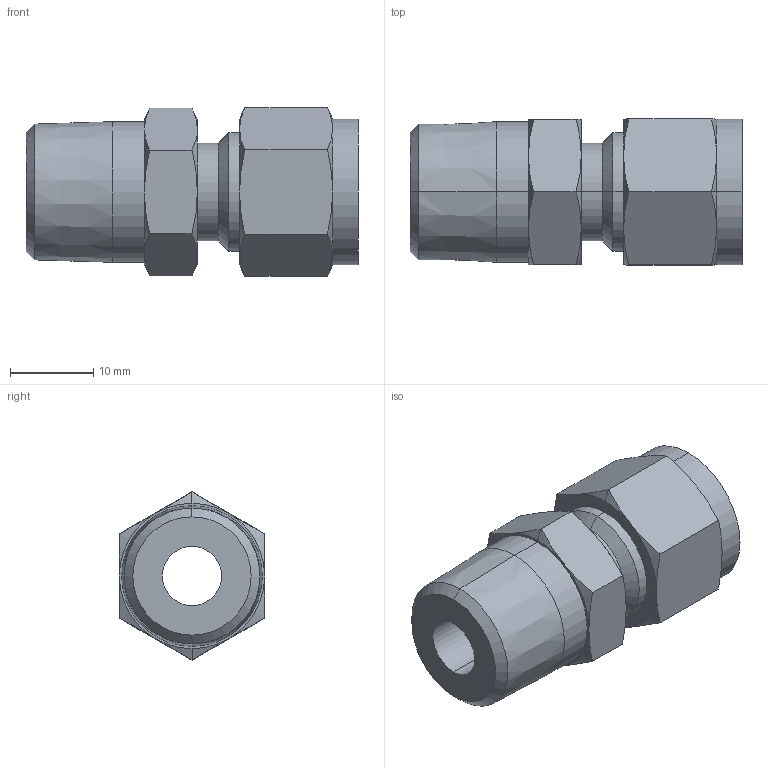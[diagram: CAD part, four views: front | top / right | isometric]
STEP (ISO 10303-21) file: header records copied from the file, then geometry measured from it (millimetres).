
FILE_DESCRIPTION(('starvars output'),'2;1');
FILE_NAME('cv20200221183254000019940.stp','18:32:54 2020/02/21',( 'Thomas Industrial Network Germany GmbH'),( 'Thomas Industrial Network Germany GmbH'),'unknown preprocess','ACIS' ,'unknown authorization');
FILE_SCHEMA(('AUTOMOTIVE_DESIGN_CC2 {UNKNOWN IMPLEMENTATION LEVEL}'));
Length unit declared in the file: millimetre
Products named in the file (1): PRODUCT_ID_1
Bounding box: 39.88 x 17.53 x 20.24 mm (x, y, z)
Volume: 6977 mm3; surface area: 3838.7 mm2
Topology: 1 solids, 1 shells, 68 faces, 144 edges, 82 vertices
Faces by surface type: cone 38, plane 18, cylinder 12
Entity records: 1983 total; most frequent: CARTESIAN_POINT 312, ORIENTED_EDGE 288, EDGE_CURVE 144, DIRECTION 134, VERTEX_POINT 82, EDGE_LOOP 74, FACE_BOUND 74, STYLED_ITEM 69
